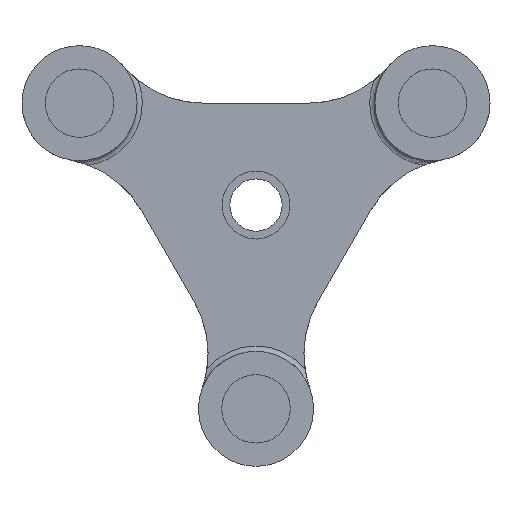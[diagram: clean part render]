
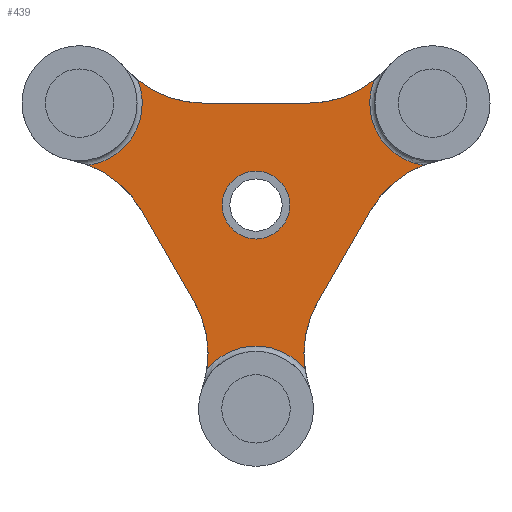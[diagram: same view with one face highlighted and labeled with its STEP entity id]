
A CAD part, front view. The second image highlights one B-rep face of the part: STEP entity #439.
In plain terms, the highlighted planar face has unit normal (0, -1, 0).
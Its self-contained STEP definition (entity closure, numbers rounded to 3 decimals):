
#28 = ORIENTED_EDGE ( 'NONE', *, *, #438, .F. ) ;
#34 = VERTEX_POINT ( 'NONE', #702 ) ;
#43 = AXIS2_PLACEMENT_3D ( 'NONE', #804, #1075, #190 ) ;
#46 = EDGE_CURVE ( 'NONE', #329, #91, #289, .T. ) ;
#50 = DIRECTION ( 'NONE',  ( 0., -1., 0. ) ) ;
#72 = CARTESIAN_POINT ( 'NONE',  ( -29.163, 6.5, -28.459 ) ) ;
#80 = DIRECTION ( 'NONE',  ( -0.5, 0., 0.866 ) ) ;
#91 = VERTEX_POINT ( 'NONE', #895 ) ;
#107 = CIRCLE ( 'NONE', #1088, 20. ) ;
#115 = VERTEX_POINT ( 'NONE', #710 ) ;
#121 = ORIENTED_EDGE ( 'NONE', *, *, #434, .T. ) ;
#125 = VERTEX_POINT ( 'NONE', #607 ) ;
#130 = CARTESIAN_POINT ( 'NONE',  ( -9.397, 6.5, -31.508 ) ) ;
#131 = CARTESIAN_POINT ( 'NONE',  ( 21.907, 6.5, -1.027 ) ) ;
#142 = EDGE_CURVE ( 'NONE', #115, #1071, #107, .T. ) ;
#150 = ORIENTED_EDGE ( 'NONE', *, *, #916, .F. ) ;
#152 = ORIENTED_EDGE ( 'NONE', *, *, #1138, .F. ) ;
#180 = CARTESIAN_POINT ( 'NONE',  ( 11.843, 6.5, -18.459 ) ) ;
#190 = DIRECTION ( 'NONE',  ( 0., 0., -1. ) ) ;
#213 = AXIS2_PLACEMENT_3D ( 'NONE', #787, #1084, #905 ) ;
#215 = CIRCLE ( 'NONE', #619, 12. ) ;
#217 = CARTESIAN_POINT ( 'NONE',  ( 10.065, 6.5, 19.486 ) ) ;
#226 = CARTESIAN_POINT ( 'NONE',  ( -39.228, 6.5, -11.027 ) ) ;
#227 = LINE ( 'NONE', #131, #920 ) ;
#238 = VECTOR ( 'NONE', #287, 1000. ) ;
#273 = ORIENTED_EDGE ( 'NONE', *, *, #142, .F. ) ;
#282 = CIRCLE ( 'NONE', #213, 12. ) ;
#287 = DIRECTION ( 'NONE',  ( 1., 0., 0. ) ) ;
#289 = CIRCLE ( 'NONE', #43, 6.5 ) ;
#306 = DIRECTION ( 'NONE',  ( 0., -1., 0. ) ) ;
#316 = AXIS2_PLACEMENT_3D ( 'NONE', #72, #50, #779 ) ;
#323 = ORIENTED_EDGE ( 'NONE', *, *, #943, .F. ) ;
#325 = DIRECTION ( 'NONE',  ( 0., -1., 0. ) ) ;
#329 = VERTEX_POINT ( 'NONE', #1125 ) ;
#339 = CARTESIAN_POINT ( 'NONE',  ( -33.75, 6.5, 19.486 ) ) ;
#351 = AXIS2_PLACEMENT_3D ( 'NONE', #732, #325, #531 ) ;
#353 = CARTESIAN_POINT ( 'NONE',  ( -31.985, 6.5, 7.616 ) ) ;
#380 = LINE ( 'NONE', #1187, #238 ) ;
#403 = DIRECTION ( 'NONE',  ( 0., 1., 0. ) ) ;
#434 = EDGE_CURVE ( 'NONE', #917, #34, #587, .T. ) ;
#438 = EDGE_CURVE ( 'NONE', #449, #530, #1238, .T. ) ;
#439 = ADVANCED_FACE ( 'NONE', ( #708, #1119 ), #615, .T. ) ;
#441 = DIRECTION ( 'NONE',  ( 0., -1., 0. ) ) ;
#448 = ORIENTED_EDGE ( 'NONE', *, *, #1243, .F. ) ;
#449 = VERTEX_POINT ( 'NONE', #217 ) ;
#458 = CARTESIAN_POINT ( 'NONE',  ( -11.843, 6.5, -18.459 ) ) ;
#461 = EDGE_CURVE ( 'NONE', #125, #1156, #227, .T. ) ;
#473 = EDGE_CURVE ( 'NONE', #917, #585, #1110, .T. ) ;
#501 = AXIS2_PLACEMENT_3D ( 'NONE', #1207, #403, #698 ) ;
#512 = CARTESIAN_POINT ( 'NONE',  ( -10.065, 6.5, 39.486 ) ) ;
#517 = DIRECTION ( 'NONE',  ( 0., 1., 0. ) ) ;
#522 = ORIENTED_EDGE ( 'NONE', *, *, #1092, .F. ) ;
#530 = VERTEX_POINT ( 'NONE', #785 ) ;
#531 = DIRECTION ( 'NONE',  ( 0., 0., -1. ) ) ;
#546 = AXIS2_PLACEMENT_3D ( 'NONE', #1302, #792, #1235 ) ;
#550 = DIRECTION ( 'NONE',  ( 0., 0., -1. ) ) ;
#582 = DIRECTION ( 'NONE',  ( 0., 0., 1. ) ) ;
#585 = VERTEX_POINT ( 'NONE', #458 ) ;
#587 = CIRCLE ( 'NONE', #501, 12. ) ;
#601 = DIRECTION ( 'NONE',  ( 0., 0., 1. ) ) ;
#607 = CARTESIAN_POINT ( 'NONE',  ( 21.907, 6.5, -1.027 ) ) ;
#615 = PLANE ( 'NONE',  #546 ) ;
#619 = AXIS2_PLACEMENT_3D ( 'NONE', #339, #517, #550 ) ;
#626 = DIRECTION ( 'NONE',  ( 0., -1., 0. ) ) ;
#627 = DIRECTION ( 'NONE',  ( -0.5, 0., -0.866 ) ) ;
#644 = AXIS2_PLACEMENT_3D ( 'NONE', #226, #626, #1029 ) ;
#662 = AXIS2_PLACEMENT_3D ( 'NONE', #901, #306, #717 ) ;
#668 = VERTEX_POINT ( 'NONE', #860 ) ;
#677 = EDGE_LOOP ( 'NONE', ( #855, #150 ) ) ;
#684 = CIRCLE ( 'NONE', #1279, 20. ) ;
#698 = DIRECTION ( 'NONE',  ( 0., 0., -1. ) ) ;
#702 = CARTESIAN_POINT ( 'NONE',  ( 9.397, 6.5, -31.508 ) ) ;
#708 = FACE_BOUND ( 'NONE', #677, .T. ) ;
#710 = CARTESIAN_POINT ( 'NONE',  ( -22.588, 6.5, 23.892 ) ) ;
#713 = CIRCLE ( 'NONE', #644, 20. ) ;
#717 = DIRECTION ( 'NONE',  ( 0., 0., -1. ) ) ;
#732 = CARTESIAN_POINT ( 'NONE',  ( 0., 6.5, 0. ) ) ;
#779 = DIRECTION ( 'NONE',  ( 0., 0., 1. ) ) ;
#785 = CARTESIAN_POINT ( 'NONE',  ( 22.588, 6.5, 23.892 ) ) ;
#787 = CARTESIAN_POINT ( 'NONE',  ( 33.75, 6.5, 19.486 ) ) ;
#792 = DIRECTION ( 'NONE',  ( 0., -1., 0. ) ) ;
#793 = VERTEX_POINT ( 'NONE', #1179 ) ;
#804 = CARTESIAN_POINT ( 'NONE',  ( 0., 6.5, 0. ) ) ;
#851 = CIRCLE ( 'NONE', #1183, 20. ) ;
#855 = ORIENTED_EDGE ( 'NONE', *, *, #46, .F. ) ;
#860 = CARTESIAN_POINT ( 'NONE',  ( 31.985, 6.5, 7.616 ) ) ;
#875 = VECTOR ( 'NONE', #80, 1000. ) ;
#876 = CARTESIAN_POINT ( 'NONE',  ( -10.065, 6.5, 19.486 ) ) ;
#895 = CARTESIAN_POINT ( 'NONE',  ( 0., 6.5, 6.5 ) ) ;
#901 = CARTESIAN_POINT ( 'NONE',  ( 10.065, 6.5, 39.486 ) ) ;
#905 = DIRECTION ( 'NONE',  ( 0., 0., -1. ) ) ;
#916 = EDGE_CURVE ( 'NONE', #91, #329, #1287, .T. ) ;
#917 = VERTEX_POINT ( 'NONE', #130 ) ;
#920 = VECTOR ( 'NONE', #627, 1000. ) ;
#941 = CARTESIAN_POINT ( 'NONE',  ( 29.163, 6.5, -28.459 ) ) ;
#943 = EDGE_CURVE ( 'NONE', #793, #975, #713, .T. ) ;
#955 = ORIENTED_EDGE ( 'NONE', *, *, #1176, .F. ) ;
#965 = ORIENTED_EDGE ( 'NONE', *, *, #1271, .T. ) ;
#972 = ORIENTED_EDGE ( 'NONE', *, *, #461, .F. ) ;
#975 = VERTEX_POINT ( 'NONE', #353 ) ;
#984 = DIRECTION ( 'NONE',  ( 0., -1., 0. ) ) ;
#995 = LINE ( 'NONE', #1292, #875 ) ;
#996 = ORIENTED_EDGE ( 'NONE', *, *, #473, .F. ) ;
#1029 = DIRECTION ( 'NONE',  ( 0., 0., -1. ) ) ;
#1065 = ORIENTED_EDGE ( 'NONE', *, *, #1129, .T. ) ;
#1071 = VERTEX_POINT ( 'NONE', #876 ) ;
#1075 = DIRECTION ( 'NONE',  ( 0., -1., 0. ) ) ;
#1077 = DIRECTION ( 'NONE',  ( 0., -1., 0. ) ) ;
#1084 = DIRECTION ( 'NONE',  ( 0., 1., 0. ) ) ;
#1088 = AXIS2_PLACEMENT_3D ( 'NONE', #512, #984, #601 ) ;
#1092 = EDGE_CURVE ( 'NONE', #1156, #34, #684, .T. ) ;
#1110 = CIRCLE ( 'NONE', #316, 20. ) ;
#1119 = FACE_OUTER_BOUND ( 'NONE', #1122, .T. ) ;
#1122 = EDGE_LOOP ( 'NONE', ( #273, #965, #323, #152, #996, #121, #522, #972, #448, #1065, #28, #955 ) ) ;
#1125 = CARTESIAN_POINT ( 'NONE',  ( 0., 6.5, -6.5 ) ) ;
#1129 = EDGE_CURVE ( 'NONE', #668, #530, #282, .T. ) ;
#1138 = EDGE_CURVE ( 'NONE', #585, #793, #995, .T. ) ;
#1156 = VERTEX_POINT ( 'NONE', #180 ) ;
#1176 = EDGE_CURVE ( 'NONE', #1071, #449, #380, .T. ) ;
#1177 = DIRECTION ( 'NONE',  ( 0., 0., -1. ) ) ;
#1179 = CARTESIAN_POINT ( 'NONE',  ( -21.907, 6.5, -1.027 ) ) ;
#1183 = AXIS2_PLACEMENT_3D ( 'NONE', #1212, #1077, #582 ) ;
#1187 = CARTESIAN_POINT ( 'NONE',  ( -10.065, 6.5, 19.486 ) ) ;
#1207 = CARTESIAN_POINT ( 'NONE',  ( 0., 6.5, -38.971 ) ) ;
#1212 = CARTESIAN_POINT ( 'NONE',  ( 39.228, 6.5, -11.027 ) ) ;
#1235 = DIRECTION ( 'NONE',  ( 0., 0., -1. ) ) ;
#1238 = CIRCLE ( 'NONE', #662, 20. ) ;
#1243 = EDGE_CURVE ( 'NONE', #668, #125, #851, .T. ) ;
#1271 = EDGE_CURVE ( 'NONE', #115, #975, #215, .T. ) ;
#1279 = AXIS2_PLACEMENT_3D ( 'NONE', #941, #441, #1177 ) ;
#1287 = CIRCLE ( 'NONE', #351, 6.5 ) ;
#1292 = CARTESIAN_POINT ( 'NONE',  ( -11.843, 6.5, -18.459 ) ) ;
#1302 = CARTESIAN_POINT ( 'NONE',  ( -39.228, 6.5, -11.027 ) ) ;
